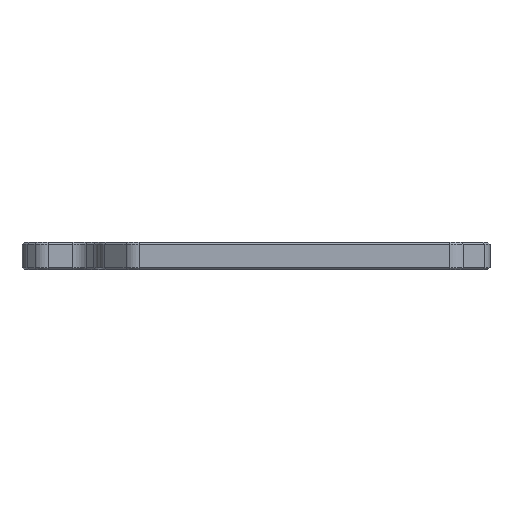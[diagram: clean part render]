
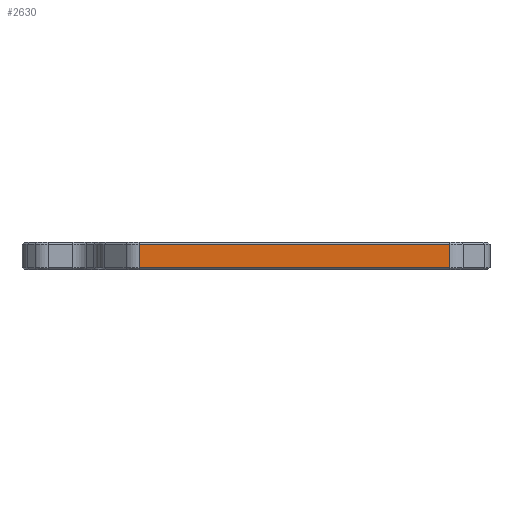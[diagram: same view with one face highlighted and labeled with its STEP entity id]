
A CAD part, front view. The second image highlights one B-rep face of the part: STEP entity #2630.
In plain terms, the highlighted planar face has unit normal (0, -1, 0).
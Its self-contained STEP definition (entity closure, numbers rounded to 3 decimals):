
#72 = EDGE_CURVE ( 'NONE', #4617, #4413, #3704, .T. ) ;
#76 = DIRECTION ( 'NONE',  ( 1., 0., 0. ) ) ;
#398 = VECTOR ( 'NONE', #2829, 1000. ) ;
#402 = LINE ( 'NONE', #2025, #2648 ) ;
#749 = VECTOR ( 'NONE', #76, 1000. ) ;
#802 = CARTESIAN_POINT ( 'NONE',  ( -12.633, -51.449, 0.25 ) ) ;
#1076 = DIRECTION ( 'NONE',  ( 0., 1., 0. ) ) ;
#1373 = AXIS2_PLACEMENT_3D ( 'NONE', #2704, #1076, #3147 ) ;
#1512 = EDGE_LOOP ( 'NONE', ( #3158, #5261, #2139, #3182 ) ) ;
#1546 = VERTEX_POINT ( 'NONE', #3495 ) ;
#1597 = LINE ( 'NONE', #4627, #3653 ) ;
#2009 = EDGE_CURVE ( 'NONE', #3849, #4617, #402, .T. ) ;
#2025 = CARTESIAN_POINT ( 'NONE',  ( -12.633, -51.449, 2.75 ) ) ;
#2056 = DIRECTION ( 'NONE',  ( -1., 0., 0. ) ) ;
#2064 = CARTESIAN_POINT ( 'NONE',  ( -12.633, -51.449, 2.75 ) ) ;
#2139 = ORIENTED_EDGE ( 'NONE', *, *, #3605, .T. ) ;
#2215 = DIRECTION ( 'NONE',  ( 0., 0., 1. ) ) ;
#2324 = FACE_OUTER_BOUND ( 'NONE', #1512, .T. ) ;
#2630 = ADVANCED_FACE ( 'NONE', ( #2324 ), #5089, .F. ) ;
#2648 = VECTOR ( 'NONE', #2056, 1000. ) ;
#2704 = CARTESIAN_POINT ( 'NONE',  ( 21.803, -51.449, 3. ) ) ;
#2829 = DIRECTION ( 'NONE',  ( 0., 0., -1. ) ) ;
#3147 = DIRECTION ( 'NONE',  ( -1., 0., 0. ) ) ;
#3158 = ORIENTED_EDGE ( 'NONE', *, *, #72, .T. ) ;
#3182 = ORIENTED_EDGE ( 'NONE', *, *, #2009, .T. ) ;
#3495 = CARTESIAN_POINT ( 'NONE',  ( 20.975, -51.449, 0.25 ) ) ;
#3605 = EDGE_CURVE ( 'NONE', #1546, #3849, #1597, .T. ) ;
#3653 = VECTOR ( 'NONE', #2215, 1000. ) ;
#3684 = EDGE_CURVE ( 'NONE', #4413, #1546, #3736, .T. ) ;
#3704 = LINE ( 'NONE', #4850, #398 ) ;
#3736 = LINE ( 'NONE', #4981, #749 ) ;
#3849 = VERTEX_POINT ( 'NONE', #4358 ) ;
#4358 = CARTESIAN_POINT ( 'NONE',  ( 20.975, -51.449, 2.75 ) ) ;
#4413 = VERTEX_POINT ( 'NONE', #802 ) ;
#4617 = VERTEX_POINT ( 'NONE', #2064 ) ;
#4627 = CARTESIAN_POINT ( 'NONE',  ( 20.975, -51.449, 3. ) ) ;
#4850 = CARTESIAN_POINT ( 'NONE',  ( -12.633, -51.449, 3. ) ) ;
#4981 = CARTESIAN_POINT ( 'NONE',  ( 21.803, -51.449, 0.25 ) ) ;
#5089 = PLANE ( 'NONE',  #1373 ) ;
#5261 = ORIENTED_EDGE ( 'NONE', *, *, #3684, .T. ) ;
